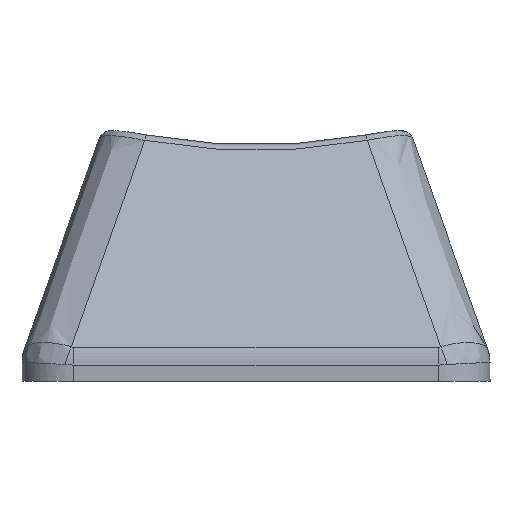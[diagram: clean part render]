
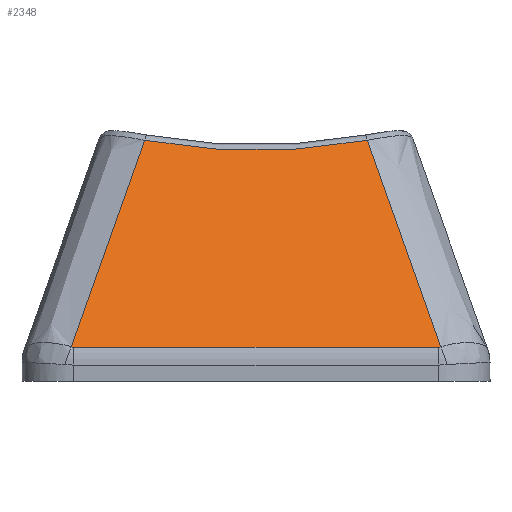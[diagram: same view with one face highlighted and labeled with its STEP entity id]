
A CAD part, front view. The second image highlights one B-rep face of the part: STEP entity #2348.
In plain terms, the highlighted planar face has unit normal (0, -0.886, 0.463).
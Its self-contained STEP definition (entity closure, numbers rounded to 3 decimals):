
#14=PLANE('',#2486);
#169=ELLIPSE('',#2479,1.08,0.5);
#171=ELLIPSE('',#2484,1.08,0.5);
#195=LINE('',#4303,#320);
#320=VECTOR('',#2660,10.);
#463=FACE_OUTER_BOUND('',#582,.T.);
#582=EDGE_LOOP('',(#1833,#1834,#1835,#1836,#1837,#1838));
#791=B_SPLINE_CURVE_WITH_KNOTS('',3,(#4463,#4464,#4465,#4466),
 .UNSPECIFIED.,.F.,.F.,(4,4),(-1.029,-0.082),
 .UNSPECIFIED.);
#793=B_SPLINE_CURVE_WITH_KNOTS('',3,(#4474,#4475,#4476,#4477),
 .UNSPECIFIED.,.F.,.F.,(4,4),(0.082,1.029),
 .UNSPECIFIED.);
#794=B_SPLINE_CURVE_WITH_KNOTS('',3,(#4478,#4479,#4480,#4481),
 .UNSPECIFIED.,.F.,.F.,(4,4),(-0.87,0.),.UNSPECIFIED.);
#1016=VERTEX_POINT('',#4259);
#1020=VERTEX_POINT('',#4293);
#1022=VERTEX_POINT('',#4299);
#1024=VERTEX_POINT('',#4320);
#1030=VERTEX_POINT('',#4462);
#1031=VERTEX_POINT('',#4473);
#1315=EDGE_CURVE('',#1016,#1020,#169,.T.);
#1318=EDGE_CURVE('',#1020,#1022,#195,.T.);
#1321=EDGE_CURVE('',#1022,#1024,#171,.T.);
#1332=EDGE_CURVE('',#1024,#1030,#791,.T.);
#1334=EDGE_CURVE('',#1031,#1016,#793,.T.);
#1335=EDGE_CURVE('',#1030,#1031,#794,.T.);
#1833=ORIENTED_EDGE('',*,*,#1321,.F.);
#1834=ORIENTED_EDGE('',*,*,#1318,.F.);
#1835=ORIENTED_EDGE('',*,*,#1315,.F.);
#1836=ORIENTED_EDGE('',*,*,#1334,.F.);
#1837=ORIENTED_EDGE('',*,*,#1335,.F.);
#1838=ORIENTED_EDGE('',*,*,#1332,.F.);
#2348=ADVANCED_FACE('',(#463),#14,.T.);
#2479=AXIS2_PLACEMENT_3D('',#4297,#2653,#2654);
#2484=AXIS2_PLACEMENT_3D('',#4324,#2665,#2666);
#2486=AXIS2_PLACEMENT_3D('',#4472,#2669,#2670);
#2653=DIRECTION('center_axis',(0.,0.886,-0.463));
#2654=DIRECTION('ref_axis',(0.,-0.463,-0.886));
#2660=DIRECTION('',(-1.,0.,0.));
#2665=DIRECTION('center_axis',(0.,0.886,-0.463));
#2666=DIRECTION('ref_axis',(0.,-0.463,-0.886));
#2669=DIRECTION('center_axis',(0.,-0.886,
0.463));
#2670=DIRECTION('ref_axis',(0.,-0.463,-0.886));
#4259=CARTESIAN_POINT('',(7.166,-18.428,0.34));
#4293=CARTESIAN_POINT('',(7.081,-18.435,0.326));
#4297=CARTESIAN_POINT('Origin',(7.081,-17.935,1.284));
#4299=CARTESIAN_POINT('',(-7.081,-18.435,0.326));
#4303=CARTESIAN_POINT('',(7.525,-18.435,0.326));
#4320=CARTESIAN_POINT('',(-7.166,-18.428,0.34));
#4324=CARTESIAN_POINT('Origin',(-7.081,-17.935,1.284));
#4462=CARTESIAN_POINT('',(-4.32,-14.243,8.352));
#4463=CARTESIAN_POINT('Ctrl Pts',(-7.166,-18.428,0.34));
#4464=CARTESIAN_POINT('Ctrl Pts',(-6.22,-17.032,3.012));
#4465=CARTESIAN_POINT('Ctrl Pts',(-5.271,-15.637,5.682));
#4466=CARTESIAN_POINT('Ctrl Pts',(-4.32,-14.243,8.352));
#4472=CARTESIAN_POINT('Origin',(5.969,-13.915,8.98));
#4473=CARTESIAN_POINT('',(4.32,-14.243,8.352));
#4474=CARTESIAN_POINT('Ctrl Pts',(4.32,-14.243,8.352));
#4475=CARTESIAN_POINT('Ctrl Pts',(5.271,-15.637,5.682));
#4476=CARTESIAN_POINT('Ctrl Pts',(6.22,-17.032,3.012));
#4477=CARTESIAN_POINT('Ctrl Pts',(7.166,-18.428,0.34));
#4478=CARTESIAN_POINT('Ctrl Pts',(-4.32,-14.243,8.352));
#4479=CARTESIAN_POINT('Ctrl Pts',(-1.481,-14.518,7.824));
#4480=CARTESIAN_POINT('Ctrl Pts',(1.481,-14.518,7.824));
#4481=CARTESIAN_POINT('Ctrl Pts',(4.32,-14.243,8.352));
